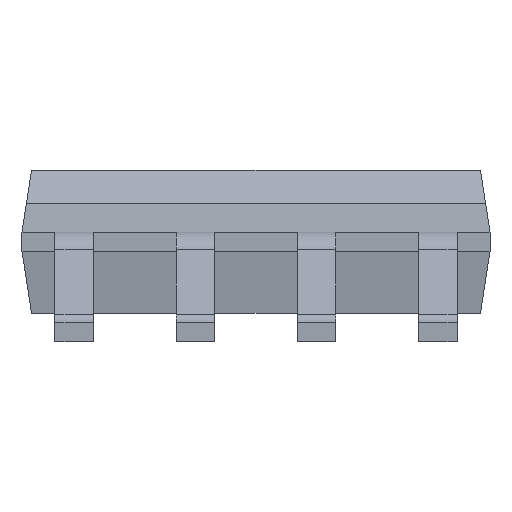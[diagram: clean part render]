
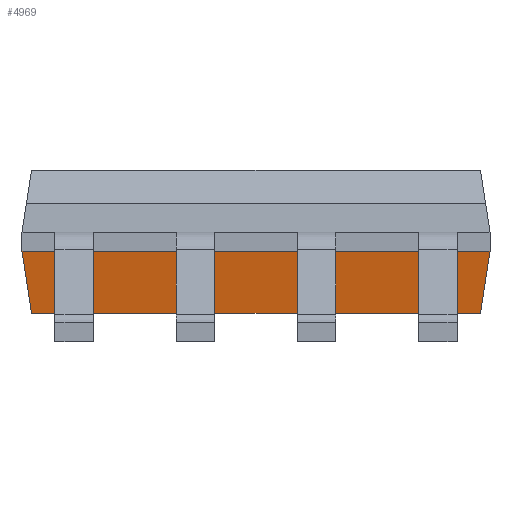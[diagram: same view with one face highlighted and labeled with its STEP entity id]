
A CAD part, left-side view. The second image highlights one B-rep face of the part: STEP entity #4969.
In plain terms, the highlighted face is planar.
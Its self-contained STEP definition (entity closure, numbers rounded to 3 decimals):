
#562=ORIENTED_EDGE('',*,*,#1502,.T.);
#563=ORIENTED_EDGE('',*,*,#1503,.F.);
#564=ORIENTED_EDGE('',*,*,#1504,.F.);
#565=ORIENTED_EDGE('',*,*,#1505,.T.);
#566=ORIENTED_EDGE('',*,*,#1506,.T.);
#567=ORIENTED_EDGE('',*,*,#1507,.T.);
#568=ORIENTED_EDGE('',*,*,#1508,.T.);
#569=ORIENTED_EDGE('',*,*,#1509,.T.);
#570=ORIENTED_EDGE('',*,*,#1510,.T.);
#571=ORIENTED_EDGE('',*,*,#1511,.T.);
#572=ORIENTED_EDGE('',*,*,#1512,.T.);
#573=ORIENTED_EDGE('',*,*,#1513,.T.);
#1502=EDGE_CURVE('',#1967,#1968,#2267,.T.);
#1503=EDGE_CURVE('',#1969,#1968,#2268,.T.);
#1504=EDGE_CURVE('',#1970,#1969,#2269,.T.);
#1505=EDGE_CURVE('',#1970,#1971,#2270,.T.);
#1506=EDGE_CURVE('',#1971,#1972,#2271,.T.);
#1507=EDGE_CURVE('',#1972,#1973,#2272,.T.);
#1508=EDGE_CURVE('',#1973,#1974,#2273,.T.);
#1509=EDGE_CURVE('',#1974,#1975,#2274,.T.);
#1510=EDGE_CURVE('',#1975,#1976,#2275,.T.);
#1511=EDGE_CURVE('',#1976,#1977,#2276,.T.);
#1512=EDGE_CURVE('',#1977,#1978,#2277,.T.);
#1513=EDGE_CURVE('',#1978,#1967,#2278,.T.);
#1967=VERTEX_POINT('',#7736);
#1968=VERTEX_POINT('',#7737);
#1969=VERTEX_POINT('',#7739);
#1970=VERTEX_POINT('',#7741);
#1971=VERTEX_POINT('',#7743);
#1972=VERTEX_POINT('',#7745);
#1973=VERTEX_POINT('',#7747);
#1974=VERTEX_POINT('',#7749);
#1975=VERTEX_POINT('',#7751);
#1976=VERTEX_POINT('',#7753);
#1977=VERTEX_POINT('',#7755);
#1978=VERTEX_POINT('',#7757);
#2267=LINE('',#7735,#2627);
#2268=LINE('',#7738,#2628);
#2269=LINE('',#7740,#2629);
#2270=LINE('',#7742,#2630);
#2271=LINE('',#7744,#2631);
#2272=LINE('',#7746,#2632);
#2273=LINE('',#7748,#2633);
#2274=LINE('',#7750,#2634);
#2275=LINE('',#7752,#2635);
#2276=LINE('',#7754,#2636);
#2277=LINE('',#7756,#2637);
#2278=LINE('',#7758,#2638);
#2627=VECTOR('',#5601,1000.);
#2628=VECTOR('',#5602,1000.);
#2629=VECTOR('',#5603,1000.);
#2630=VECTOR('',#5604,1000.);
#2631=VECTOR('',#5605,1000.);
#2632=VECTOR('',#5606,1000.);
#2633=VECTOR('',#5607,1000.);
#2634=VECTOR('',#5608,1000.);
#2635=VECTOR('',#5609,1000.);
#2636=VECTOR('',#5610,1000.);
#2637=VECTOR('',#5611,1000.);
#2638=VECTOR('',#5612,1000.);
#2952=EDGE_LOOP('',(#562,#563,#564,#565,#566,#567,#568,#569,#570,#571,#572,
#573));
#3173=FACE_BOUND('',#2952,.T.);
#3374=PLANE('',#5164);
#4969=ADVANCED_FACE('',(#3173),#3374,.T.);
#5164=AXIS2_PLACEMENT_3D('',#7734,#5599,#5600);
#5599=DIRECTION('',(0.,-0.988,-0.152));
#5600=DIRECTION('',(0.,0.152,-0.988));
#5601=DIRECTION('',(0.15,0.15,-0.977));
#5602=DIRECTION('',(-1.,0.,0.));
#5603=DIRECTION('',(-0.15,0.15,-0.977));
#5604=DIRECTION('',(-1.,0.,0.));
#5605=DIRECTION('',(-1.,0.,0.));
#5606=DIRECTION('',(-1.,0.,0.));
#5607=DIRECTION('',(-1.,0.,0.));
#5608=DIRECTION('',(-1.,0.,0.));
#5609=DIRECTION('',(-1.,0.,0.));
#5610=DIRECTION('',(-1.,0.,0.));
#5611=DIRECTION('',(-1.,0.,0.));
#5612=DIRECTION('',(-1.,0.,0.));
#7734=CARTESIAN_POINT('',(2.45,-1.85,0.3));
#7735=CARTESIAN_POINT('',(-2.207,-1.707,-0.631));
#7736=CARTESIAN_POINT('',(-2.45,-1.95,0.95));
#7737=CARTESIAN_POINT('',(-2.35,-1.85,0.3));
#7738=CARTESIAN_POINT('',(2.45,-1.85,0.3));
#7739=CARTESIAN_POINT('',(2.35,-1.85,0.3));
#7740=CARTESIAN_POINT('',(2.207,-1.707,-0.631));
#7741=CARTESIAN_POINT('',(2.45,-1.95,0.95));
#7742=CARTESIAN_POINT('',(2.45,-1.95,0.95));
#7743=CARTESIAN_POINT('',(2.105,-1.95,0.95));
#7744=CARTESIAN_POINT('',(2.45,-1.95,0.95));
#7745=CARTESIAN_POINT('',(1.705,-1.95,0.95));
#7746=CARTESIAN_POINT('',(2.45,-1.95,0.95));
#7747=CARTESIAN_POINT('',(0.835,-1.95,0.95));
#7748=CARTESIAN_POINT('',(2.45,-1.95,0.95));
#7749=CARTESIAN_POINT('',(0.435,-1.95,0.95));
#7750=CARTESIAN_POINT('',(2.45,-1.95,0.95));
#7751=CARTESIAN_POINT('',(-0.435,-1.95,0.95));
#7752=CARTESIAN_POINT('',(2.45,-1.95,0.95));
#7753=CARTESIAN_POINT('',(-0.835,-1.95,0.95));
#7754=CARTESIAN_POINT('',(2.45,-1.95,0.95));
#7755=CARTESIAN_POINT('',(-1.705,-1.95,0.95));
#7756=CARTESIAN_POINT('',(2.45,-1.95,0.95));
#7757=CARTESIAN_POINT('',(-2.105,-1.95,0.95));
#7758=CARTESIAN_POINT('',(2.45,-1.95,0.95));
